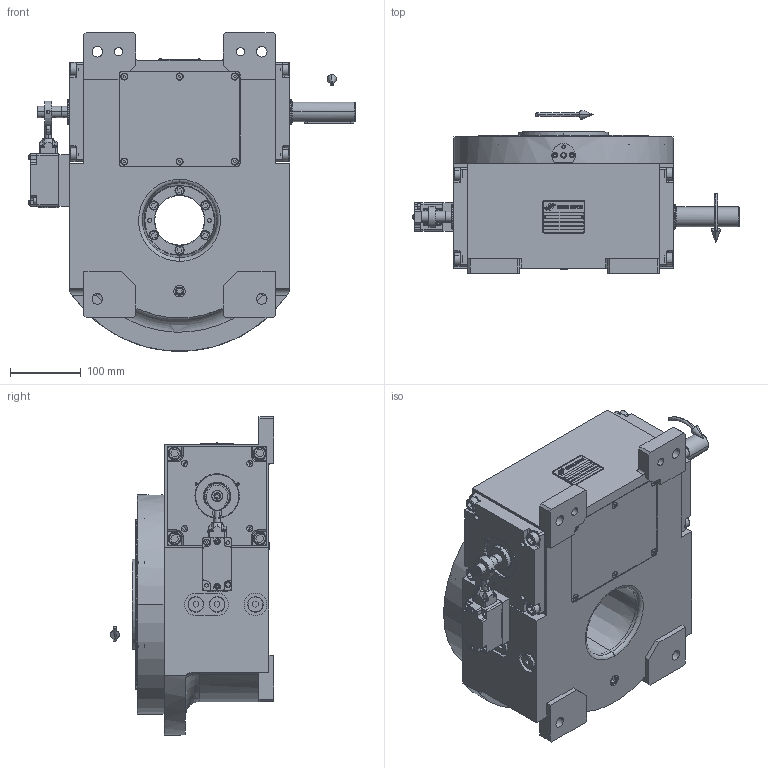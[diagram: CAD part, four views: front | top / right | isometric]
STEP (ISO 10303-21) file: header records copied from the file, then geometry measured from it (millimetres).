
FILE_DESCRIPTION (( 'STEP AP203' ), '1' );
FILE_NAME ('PC5201569.step', '2025-10-13T12:49:34', ( '' ), ( '' ), 'SwSTEP 2.0', 'SolidWorks 2020', '' );
FILE_SCHEMA (( 'CONFIG_CONTROL_DESIGN' ));
Length unit declared in the file: millimetre
Products named in the file (93): cfn2000_01_081; cfn2115_01_006; cfn2155_01_095; cfn2000_01_161; 9004_1704; CFN2223_02_003.stp; AS_cfn2000_01_168; cfn2151_01_115; cfn2003_01_054; AS_900_38_11_32_4; cfn2000_01_099; AS_rig09_071_6_m; RIG09_021_AF0.stp; 900_38_10_49_4; PC5201569; AS_cfn2400_01_001; rig09_002_bl; cfn2128_19_002; 900_38_11_32_4; 900_38_30_003; cfn2155_01_196; CFN2000_01_185.stp; CFN2010_02_002.stp; rig09_001_a; freccia_angolare_albero; cfn2000_01_126; AS_cfn2476_01_002_60x46; AS_900_38_10_49_4; rig09_016; AS_rig09_004; cfn2107_01_001; CFN2010_01_020.stp; rig09_004; cfn2128_04_002; cfn2104_01_018; cfn2151_01_170; cfn2077_01_036; CFN2223_02_004.stp; cfn2205_01_015; rig09_071_6_m.stp ...
Assembly tree (85 placements, depth 5):
  CFN2223_02_003.stp
  cfn2151_01_115
  PC5201569
    rig09_001_a
    AS_cfn2476_01_002_60x46
      cfn2476_01_002_60x46
      cfn2107_01_001
      cfn2107_01_001
    AS_rig09_071_6_m
      rig09_071_6_m.stp
        RIG09_005_ASM.stp
          RIG09_005_AF0.stp
          RIG09_021_AF0.stp
          CFN2000_01_185.stp
          CFN2000_01_185.stp
          CFN2104_02_018.stp
        CFN2155_01_195.stp
        CFN2010_02_002.stp
      cfn2000_01_099
      cfn2000_01_099
      cfn2000_01_099
      cfn2000_01_099
      cfn2000_01_099
      cfn2000_01_099
      cfn2000_01_099
      cfn2000_01_099
      cfn2104_01_018  x2
      rig09_003_6
    AS_rig09_017
      rig09_017
      cfn2000_01_126
      cfn2000_01_126
      cfn2000_01_126
      cfn2000_01_126
      cfn2000_01_126
      cfn2000_01_126
      cfn2155_01_196
    AS_rig09_004
      rig09_004
      cfn2000_01_081
      cfn2155_01_095
      cfn2070_05_009
      cfn2000_01_081
      cfn2000_01_081
      cfn2000_01_081
    AS_rig09_004
      rig09_004
      cfn2000_01_081
      cfn2155_01_095
      cfn2070_05_009
      cfn2000_01_081
      cfn2000_01_081
      cfn2000_01_081
    AS_rig09_002_bl
      rig09_002_bl
      cfn2115_01_006
    cfn2128_04_002  x3
    cfn2128_19_002
    AS_rig09_016
      rig09_016
Bounding box: 460.9 x 231 x 450 mm (x, y, z)
Volume: 4950751.3 mm3; surface area: 1275010.2 mm2
Topology: 72 solids, 72 shells, 2316 faces, 5733 edges, 3685 vertices
Faces by surface type: plane 1182, cylinder 735, cone 340, torus 53, sphere 4, bspline 2
Entity records: 78652 total; most frequent: CARTESIAN_POINT 15697, DIRECTION 11266, ORIENTED_EDGE 10806, EDGE_CURVE 5403, AXIS2_PLACEMENT_3D 3900, VERTEX_POINT 3516, VECTOR 3466, LINE 3466
